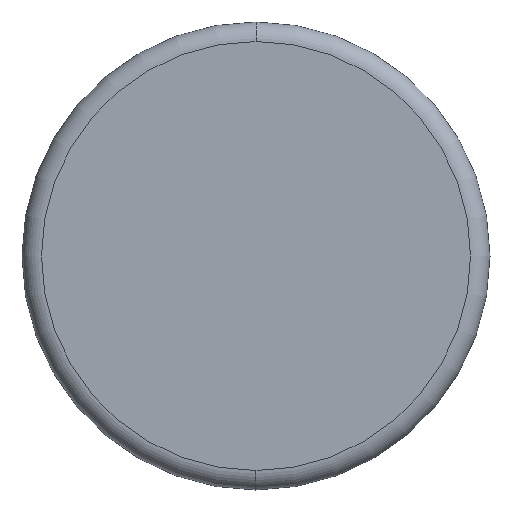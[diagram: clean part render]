
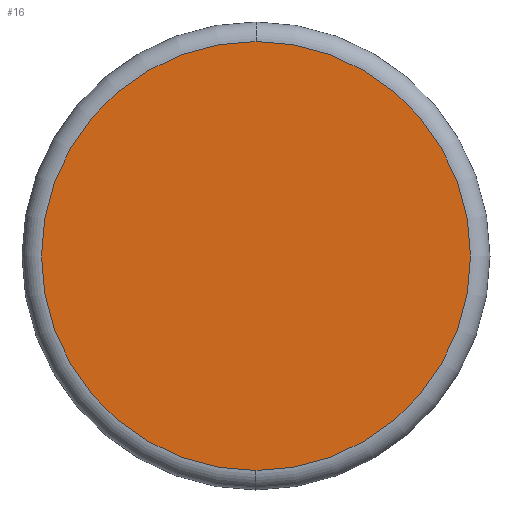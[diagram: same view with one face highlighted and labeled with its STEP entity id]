
A CAD part, left-side view. The second image highlights one B-rep face of the part: STEP entity #16.
In plain terms, the highlighted planar face has unit normal (-1, 0, 0).
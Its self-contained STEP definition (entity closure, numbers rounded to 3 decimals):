
#3 = CARTESIAN_POINT ( 'NONE',  ( -2., 0., 5.5 ) ) ;
#13 = CARTESIAN_POINT ( 'NONE',  ( -2., 0., -5.5 ) ) ;
#16 = ADVANCED_FACE ( 'NONE', ( #310 ), #336, .F. ) ;
#33 = EDGE_CURVE ( 'NONE', #81, #272, #188, .T. ) ;
#37 = DIRECTION ( 'NONE',  ( -1., 0., 0. ) ) ;
#81 = VERTEX_POINT ( 'NONE', #3 ) ;
#104 = DIRECTION ( 'NONE',  ( 0., 0., 1. ) ) ;
#115 = EDGE_LOOP ( 'NONE', ( #167, #140 ) ) ;
#120 = CARTESIAN_POINT ( 'NONE',  ( -2., 5.5, 0. ) ) ;
#123 = DIRECTION ( 'NONE',  ( 0., 0., -1. ) ) ;
#134 = AXIS2_PLACEMENT_3D ( 'NONE', #235, #346, #104 ) ;
#140 = ORIENTED_EDGE ( 'NONE', *, *, #227, .T. ) ;
#153 = AXIS2_PLACEMENT_3D ( 'NONE', #120, #172, #123 ) ;
#167 = ORIENTED_EDGE ( 'NONE', *, *, #33, .T. ) ;
#172 = DIRECTION ( 'NONE',  ( 1., 0., 0. ) ) ;
#188 = CIRCLE ( 'NONE', #356, 5.5 ) ;
#227 = EDGE_CURVE ( 'NONE', #272, #81, #266, .T. ) ;
#229 = DIRECTION ( 'NONE',  ( 0., 0., 1. ) ) ;
#235 = CARTESIAN_POINT ( 'NONE',  ( -2., 0., 0. ) ) ;
#266 = CIRCLE ( 'NONE', #134, 5.5 ) ;
#272 = VERTEX_POINT ( 'NONE', #13 ) ;
#278 = CARTESIAN_POINT ( 'NONE',  ( -2., 0., 0. ) ) ;
#310 = FACE_OUTER_BOUND ( 'NONE', #115, .T. ) ;
#336 = PLANE ( 'NONE',  #153 ) ;
#346 = DIRECTION ( 'NONE',  ( -1., 0., 0. ) ) ;
#356 = AXIS2_PLACEMENT_3D ( 'NONE', #278, #37, #229 ) ;
